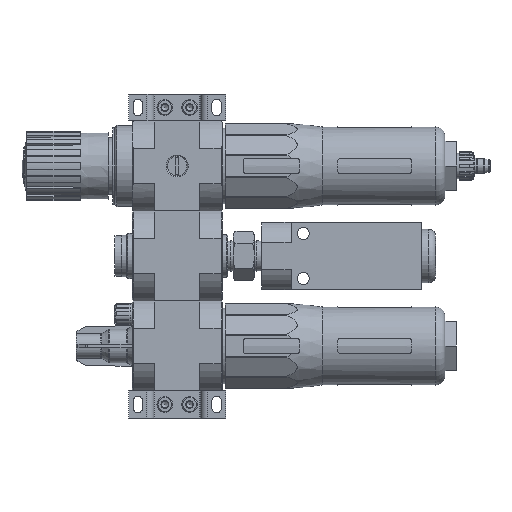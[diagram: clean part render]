
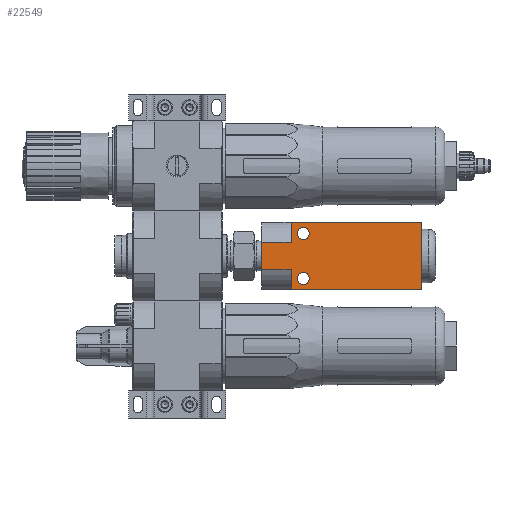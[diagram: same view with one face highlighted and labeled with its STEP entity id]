
A CAD part, left-side view. The second image highlights one B-rep face of the part: STEP entity #22549.
In plain terms, the highlighted planar face has unit normal (-1, 0, 0).
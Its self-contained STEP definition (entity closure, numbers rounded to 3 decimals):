
#1881=CIRCLE('',#31204,2.65);
#1882=CIRCLE('',#31205,2.65);
#5971=ORIENTED_EDGE('',*,*,#10686,.T.);
#5972=ORIENTED_EDGE('',*,*,#10687,.T.);
#5973=ORIENTED_EDGE('',*,*,#10688,.T.);
#5974=ORIENTED_EDGE('',*,*,#10689,.T.);
#5975=ORIENTED_EDGE('',*,*,#10690,.F.);
#5976=ORIENTED_EDGE('',*,*,#10427,.F.);
#5977=ORIENTED_EDGE('',*,*,#10691,.T.);
#5978=ORIENTED_EDGE('',*,*,#10692,.T.);
#5979=ORIENTED_EDGE('',*,*,#10693,.F.);
#5980=ORIENTED_EDGE('',*,*,#10684,.T.);
#10427=EDGE_CURVE('',#13142,#13136,#15011,.T.);
#10684=EDGE_CURVE('',#13353,#13352,#15237,.T.);
#10686=EDGE_CURVE('',#13354,#13354,#1881,.T.);
#10687=EDGE_CURVE('',#13355,#13355,#1882,.T.);
#10688=EDGE_CURVE('',#13352,#13356,#15239,.T.);
#10689=EDGE_CURVE('',#13356,#13357,#15240,.T.);
#10690=EDGE_CURVE('',#13136,#13357,#15241,.T.);
#10691=EDGE_CURVE('',#13142,#13358,#15242,.T.);
#10692=EDGE_CURVE('',#13358,#13359,#15243,.T.);
#10693=EDGE_CURVE('',#13353,#13359,#15244,.T.);
#13136=VERTEX_POINT('',#43220);
#13142=VERTEX_POINT('',#43232);
#13352=VERTEX_POINT('',#43766);
#13353=VERTEX_POINT('',#43768);
#13354=VERTEX_POINT('',#43772);
#13355=VERTEX_POINT('',#43774);
#13356=VERTEX_POINT('',#43776);
#13357=VERTEX_POINT('',#43778);
#13358=VERTEX_POINT('',#43781);
#13359=VERTEX_POINT('',#43783);
#15011=LINE('',#43233,#16672);
#15237=LINE('',#43767,#16898);
#15239=LINE('',#43775,#16900);
#15240=LINE('',#43777,#16901);
#15241=LINE('',#43779,#16902);
#15242=LINE('',#43780,#16903);
#15243=LINE('',#43782,#16904);
#15244=LINE('',#43784,#16905);
#16672=VECTOR('',#35800,1000.);
#16898=VECTOR('',#36190,1000.);
#16900=VECTOR('',#36198,1000.);
#16901=VECTOR('',#36199,1000.);
#16902=VECTOR('',#36200,1000.);
#16903=VECTOR('',#36201,1000.);
#16904=VECTOR('',#36202,1000.);
#16905=VECTOR('',#36203,1000.);
#18568=EDGE_LOOP('',(#5971));
#18569=EDGE_LOOP('',(#5972));
#18570=EDGE_LOOP('',(#5973,#5974,#5975,#5976,#5977,#5978,#5979,#5980));
#20305=FACE_BOUND('',#18568,.T.);
#20306=FACE_BOUND('',#18569,.T.);
#20307=FACE_BOUND('',#18570,.T.);
#21445=PLANE('',#31203);
#22549=ADVANCED_FACE('',(#20305,#20306,#20307),#21445,.F.);
#31203=AXIS2_PLACEMENT_3D('',#43770,#36192,#36193);
#31204=AXIS2_PLACEMENT_3D('',#43771,#36194,#36195);
#31205=AXIS2_PLACEMENT_3D('',#43773,#36196,#36197);
#35800=DIRECTION('',(0.,0.,-1.));
#36190=DIRECTION('',(0.,0.,-1.));
#36192=DIRECTION('',(1.,0.,0.));
#36193=DIRECTION('',(0.,0.,-1.));
#36194=DIRECTION('',(1.,0.,0.));
#36195=DIRECTION('',(0.,0.,-1.));
#36196=DIRECTION('',(1.,0.,0.));
#36197=DIRECTION('',(0.,0.,-1.));
#36198=DIRECTION('',(0.,-1.,0.));
#36199=DIRECTION('',(0.,0.,1.));
#36200=DIRECTION('',(0.,1.,0.));
#36201=DIRECTION('',(0.,1.,0.));
#36202=DIRECTION('',(0.,0.,1.));
#36203=DIRECTION('',(0.,-1.,0.));
#43220=CARTESIAN_POINT('',(0.,0.,-6.));
#43232=CARTESIAN_POINT('',(0.,0.,6.));
#43233=CARTESIAN_POINT('',(0.,0.,15.));
#43766=CARTESIAN_POINT('',(0.,71.2,-15.));
#43767=CARTESIAN_POINT('',(0.,71.2,15.));
#43768=CARTESIAN_POINT('',(0.,71.2,15.));
#43770=CARTESIAN_POINT('',(0.,71.2,15.));
#43771=CARTESIAN_POINT('',(0.,18.5,-10.));
#43772=CARTESIAN_POINT('',(0.,18.5,-12.65));
#43773=CARTESIAN_POINT('',(0.,18.5,10.));
#43774=CARTESIAN_POINT('',(0.,18.5,7.35));
#43775=CARTESIAN_POINT('',(0.,71.2,-15.));
#43776=CARTESIAN_POINT('',(0.,13.1,-15.));
#43777=CARTESIAN_POINT('',(0.,13.1,15.));
#43778=CARTESIAN_POINT('',(0.,13.1,-6.));
#43779=CARTESIAN_POINT('',(0.,-1.9,-6.));
#43780=CARTESIAN_POINT('',(0.,-1.9,6.));
#43781=CARTESIAN_POINT('',(0.,13.1,6.));
#43782=CARTESIAN_POINT('',(0.,13.1,15.));
#43783=CARTESIAN_POINT('',(0.,13.1,15.));
#43784=CARTESIAN_POINT('',(0.,71.2,15.));
